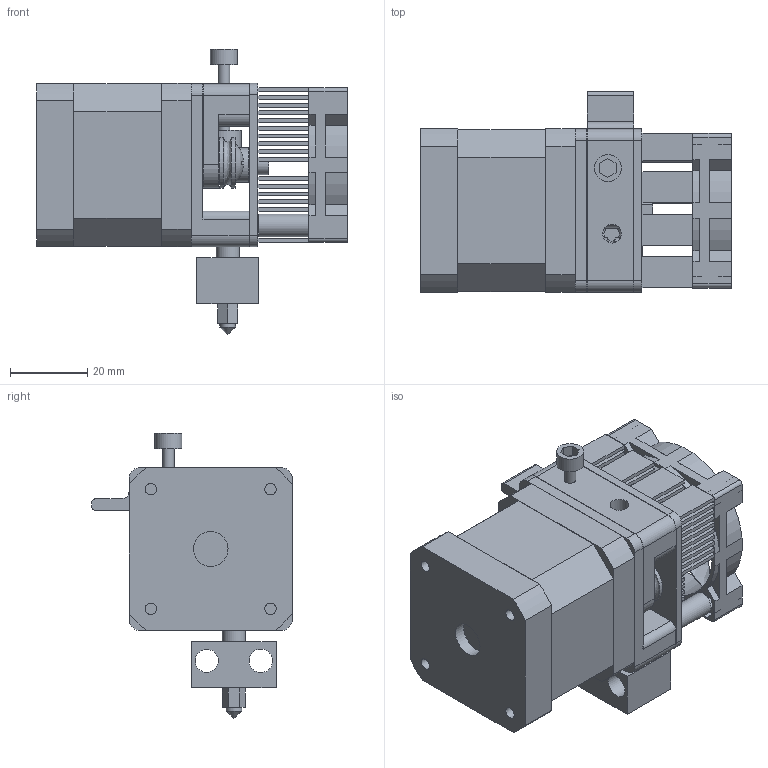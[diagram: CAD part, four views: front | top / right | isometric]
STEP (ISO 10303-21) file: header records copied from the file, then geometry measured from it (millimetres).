
FILE_DESCRIPTION(('FreeCAD Model'),'2;1');
FILE_NAME('MK8.step', '2017-01-17T10:48:05',('Author'),(''), 'Open CASCADE STEP processor 6.8','FreeCAD','Unknown');
FILE_SCHEMA(('AUTOMOTIVE_DESIGN_CC2 { 1 2 10303 214 -1 1 5 4 }'));
Length unit declared in the file: millimetre
Products named in the file (16): ASSEMBLY; Nema-17-motor-40mm-final; Pad006; Pocket005; Revolution; Cut; Fillet004; Pocket009; Pocket010; Pocket011; Pad013; fan-40x40mm-final; Pad018; Revolution003; Pocket018; Chamfer002
Assembly tree (15 placements, depth 2):
  ASSEMBLY
    Nema-17-motor-40mm-final
    Pad006
    Pocket005
    Revolution
    Cut
    Fillet004
    Pocket009
    Pocket010
    Pocket011
    Pad013
    fan-40x40mm-final
    Pad018
    Revolution003
    Pocket018
    Chamfer002
Bounding box: 80.5 x 52 x 74 mm (x, y, z)
Volume: 104886.1 mm3; surface area: 49200.1 mm2
Topology: 16 solids, 16 shells, 665 faces, 1607 edges, 1065 vertices
Faces by surface type: plane 523, cylinder 109, bspline 28, cone 3, revolution 2
Full cylindrical faces by diameter (mm): 2 x1, 2.45 x4, 3 x7, 3.05 x1, 3.104 x1, 3.185 x1, 3.188 x1, 3.2 x5, 3.322 x1, 3.555 x1, 3.71 x1, 4 x2, 4.045 x1, 4.051 x1, 4.3 x4, 4.83 x1, 4.84 x1, 5 x4, 5.2 x1, 5.859 x2, 6 x3, 6.111 x1, 6.35 x1, 6.4 x1, 6.5 x1, 7 x1, 9 x3, 10 x1, 13 x2, 22 x2
Entity records: 51081 total; most frequent: CARTESIAN_POINT 17799, DIRECTION 5903, LINE 4014, VECTOR 4014, ORIENTED_EDGE 3214, PCURVE 3214, DEFINITIONAL_REPRESENTATION 3214, EDGE_CURVE 1607
